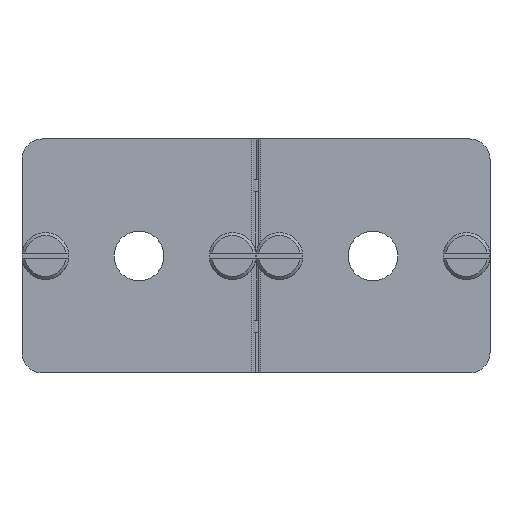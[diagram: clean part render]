
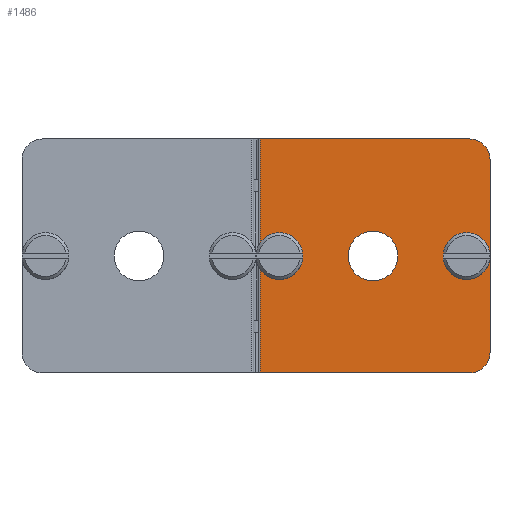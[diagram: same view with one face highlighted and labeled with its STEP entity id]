
A CAD part, front view. The second image highlights one B-rep face of the part: STEP entity #1486.
In plain terms, the highlighted planar face has unit normal (0, -1, 0).
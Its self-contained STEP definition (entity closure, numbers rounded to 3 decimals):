
#187=CARTESIAN_POINT('',(0.7,-14.,40.0));
#188=VERTEX_POINT('',#187);
#206=CARTESIAN_POINT('',(0.7,-14.,0.0));
#207=VERTEX_POINT('',#206);
#215=CARTESIAN_POINT('',(0.7,-14.,0.0));
#216=DIRECTION('',(0.0,0.0,1.0));
#217=VECTOR('',#216,40.0);
#218=LINE('',#215,#217);
#219=EDGE_CURVE('',#207,#188,#218,.T.);
#286=CARTESIAN_POINT('',(36.5,-14.,0.0));
#287=VERTEX_POINT('',#286);
#294=CARTESIAN_POINT('',(0.7,-14.,0.0));
#295=DIRECTION('',(1.0,0.0,0.0));
#296=VECTOR('',#295,35.8);
#297=LINE('',#294,#296);
#298=EDGE_CURVE('',#207,#287,#297,.T.);
#868=CARTESIAN_POINT('',(40.0,-14.,3.5));
#869=VERTEX_POINT('',#868);
#876=CARTESIAN_POINT('',(36.5,-14.,3.5));
#877=DIRECTION('',(0.0,1.0,0.0));
#878=DIRECTION('',(0.707,0.0,-0.707));
#879=AXIS2_PLACEMENT_3D('',#876,#877,#878);
#880=CIRCLE('',#879,3.5);
#881=EDGE_CURVE('',#869,#287,#880,.T.);
#893=CARTESIAN_POINT('',(40.0,-14.,36.5));
#894=VERTEX_POINT('',#893);
#901=CARTESIAN_POINT('',(40.0,-14.,3.5));
#902=DIRECTION('',(0.0,0.0,1.0));
#903=VECTOR('',#902,33.0);
#904=LINE('',#901,#903);
#905=EDGE_CURVE('',#869,#894,#904,.T.);
#917=CARTESIAN_POINT('',(36.5,-14.,40.0));
#918=VERTEX_POINT('',#917);
#925=CARTESIAN_POINT('',(36.5,-14.,36.5));
#926=DIRECTION('',(0.0,1.0,0.0));
#927=DIRECTION('',(0.707,0.0,0.707));
#928=AXIS2_PLACEMENT_3D('',#925,#926,#927);
#929=CIRCLE('',#928,3.5);
#930=EDGE_CURVE('',#918,#894,#929,.T.);
#972=CARTESIAN_POINT('',(36.5,-14.,40.0));
#973=DIRECTION('',(-1.0,0.0,0.0));
#974=VECTOR('',#973,35.8);
#975=LINE('',#972,#974);
#976=EDGE_CURVE('',#918,#188,#975,.T.);
#1110=CARTESIAN_POINT('',(6.067,-14.,20.0));
#1111=VERTEX_POINT('',#1110);
#1112=CARTESIAN_POINT('',(4.,-14.,20.0));
#1113=DIRECTION('',(0.0,1.0,0.0));
#1114=DIRECTION('',(1.0,0.0,0.0));
#1115=AXIS2_PLACEMENT_3D('',#1112,#1113,#1114);
#1116=CIRCLE('',#1115,2.067);
#1117=EDGE_CURVE('',#1111,#1111,#1116,.T.);
#1144=CARTESIAN_POINT('',(38.067,-14.,20.0));
#1145=VERTEX_POINT('',#1144);
#1146=CARTESIAN_POINT('',(36.0,-14.,20.0));
#1147=DIRECTION('',(0.0,1.0,0.0));
#1148=DIRECTION('',(1.0,0.0,0.0));
#1149=AXIS2_PLACEMENT_3D('',#1146,#1147,#1148);
#1150=CIRCLE('',#1149,2.067);
#1151=EDGE_CURVE('',#1145,#1145,#1150,.T.);
#1220=CARTESIAN_POINT('',(24.25,-14.,20.0));
#1221=VERTEX_POINT('',#1220);
#1222=CARTESIAN_POINT('',(20.,-14.,20.0));
#1223=DIRECTION('',(0.0,1.0,0.0));
#1224=DIRECTION('',(-1.0,0.0,0.0));
#1225=AXIS2_PLACEMENT_3D('',#1222,#1223,#1224);
#1226=CIRCLE('',#1225,4.25);
#1227=EDGE_CURVE('',#1221,#1221,#1226,.T.);
#1464=CARTESIAN_POINT('',(40.0,-14.,0.0));
#1465=DIRECTION('',(0.0,-1.0,0.0));
#1466=DIRECTION('',(0.0,0.0,-1.0));
#1467=AXIS2_PLACEMENT_3D('',#1464,#1465,#1466);
#1468=PLANE('',#1467);
#1469=ORIENTED_EDGE('',*,*,#219,.F.);
#1470=ORIENTED_EDGE('',*,*,#298,.T.);
#1471=ORIENTED_EDGE('',*,*,#881,.F.);
#1472=ORIENTED_EDGE('',*,*,#905,.T.);
#1473=ORIENTED_EDGE('',*,*,#930,.F.);
#1474=ORIENTED_EDGE('',*,*,#976,.T.);
#1475=EDGE_LOOP('',(#1469,#1470,#1471,#1472,#1473,#1474));
#1476=FACE_OUTER_BOUND('',#1475,.T.);
#1477=ORIENTED_EDGE('',*,*,#1117,.T.);
#1478=EDGE_LOOP('',(#1477));
#1479=FACE_BOUND('',#1478,.T.);
#1480=ORIENTED_EDGE('',*,*,#1151,.T.);
#1481=EDGE_LOOP('',(#1480));
#1482=FACE_BOUND('',#1481,.T.);
#1483=ORIENTED_EDGE('',*,*,#1227,.T.);
#1484=EDGE_LOOP('',(#1483));
#1485=FACE_BOUND('',#1484,.T.);
#1486=ADVANCED_FACE('',(#1476,#1479,#1482,#1485),#1468,.T.);
